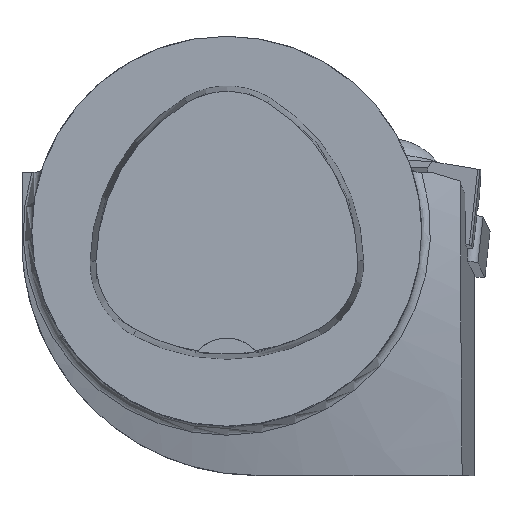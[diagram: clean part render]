
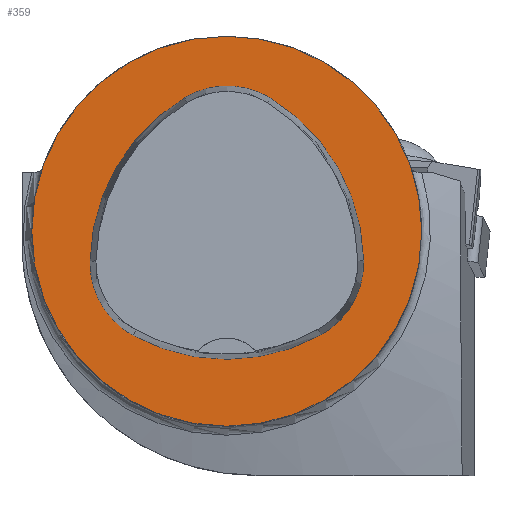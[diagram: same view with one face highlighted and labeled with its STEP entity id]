
A CAD part, top view. The second image highlights one B-rep face of the part: STEP entity #359.
In plain terms, the highlighted planar face has unit normal (0, 0, 1).
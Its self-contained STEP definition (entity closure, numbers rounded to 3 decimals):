
#114=FACE_BOUND('',#642,.T.);
#115=FACE_BOUND('',#643,.T.);
#165=PLANE('',#2394);
#274=CIRCLE('',#2359,20.);
#276=CIRCLE('',#2372,20.);
#278=CIRCLE('',#2375,8.5);
#280=CIRCLE('',#2378,20.);
#282=CIRCLE('',#2381,8.5);
#285=CIRCLE('',#2385,20.);
#288=CIRCLE('',#2389,8.5);
#359=ADVANCED_FACE('',(#114,#115),#165,.T.);
#642=EDGE_LOOP('',(#1254,#1255,#1256,#1257,#1258,#1259));
#643=EDGE_LOOP('',(#1260));
#1254=ORIENTED_EDGE('',*,*,#2039,.F.);
#1255=ORIENTED_EDGE('',*,*,#2034,.F.);
#1256=ORIENTED_EDGE('',*,*,#2029,.F.);
#1257=ORIENTED_EDGE('',*,*,#2026,.F.);
#1258=ORIENTED_EDGE('',*,*,#2023,.F.);
#1259=ORIENTED_EDGE('',*,*,#2019,.F.);
#1260=ORIENTED_EDGE('',*,*,#2000,.T.);
#1784=VERTEX_POINT('',#3496);
#1801=VERTEX_POINT('',#3534);
#1802=VERTEX_POINT('',#3535);
#1805=VERTEX_POINT('',#3543);
#1807=VERTEX_POINT('',#3549);
#1809=VERTEX_POINT('',#3555);
#1813=VERTEX_POINT('',#3568);
#2000=EDGE_CURVE('',#1784,#1784,#274,.T.);
#2019=EDGE_CURVE('',#1801,#1802,#276,.T.);
#2023=EDGE_CURVE('',#1802,#1805,#278,.T.);
#2026=EDGE_CURVE('',#1805,#1807,#280,.T.);
#2029=EDGE_CURVE('',#1807,#1809,#282,.T.);
#2034=EDGE_CURVE('',#1809,#1813,#285,.T.);
#2039=EDGE_CURVE('',#1813,#1801,#288,.T.);
#2359=AXIS2_PLACEMENT_3D('',#3495,#2676,#2677);
#2372=AXIS2_PLACEMENT_3D('',#3533,#2710,#2711);
#2375=AXIS2_PLACEMENT_3D('',#3542,#2718,#2719);
#2378=AXIS2_PLACEMENT_3D('',#3548,#2725,#2726);
#2381=AXIS2_PLACEMENT_3D('',#3554,#2732,#2733);
#2385=AXIS2_PLACEMENT_3D('',#3567,#2741,#2742);
#2389=AXIS2_PLACEMENT_3D('',#3580,#2750,#2751);
#2394=AXIS2_PLACEMENT_3D('',#3585,#2760,#2761);
#2676=DIRECTION('',(0.,0.,1.));
#2677=DIRECTION('',(1.,0.,0.));
#2710=DIRECTION('',(0.,0.,1.));
#2711=DIRECTION('',(1.,0.,0.));
#2718=DIRECTION('',(0.,0.,1.));
#2719=DIRECTION('',(1.,0.,0.));
#2725=DIRECTION('',(0.,0.,1.));
#2726=DIRECTION('',(1.,0.,0.));
#2732=DIRECTION('',(0.,0.,1.));
#2733=DIRECTION('',(1.,0.,0.));
#2741=DIRECTION('',(0.,0.,1.));
#2742=DIRECTION('',(1.,0.,0.));
#2750=DIRECTION('',(0.,0.,1.));
#2751=DIRECTION('',(1.,0.,0.));
#2760=DIRECTION('',(0.,0.,1.));
#2761=DIRECTION('',(-1.,0.,0.));
#3495=CARTESIAN_POINT('',(0.,0.,
0.));
#3496=CARTESIAN_POINT('',(20.,0.,0.));
#3533=CARTESIAN_POINT('',(-5.955,-3.414,0.));
#3534=CARTESIAN_POINT('',(14.041,-3.042,0.));
#3535=CARTESIAN_POINT('',(4.472,13.653,0.));
#3542=CARTESIAN_POINT('',(0.04,6.4,0.));
#3543=CARTESIAN_POINT('',(-4.347,13.68,0.));
#3548=CARTESIAN_POINT('',(5.976,-3.45,0.));
#3549=CARTESIAN_POINT('',(-14.021,-3.075,0.));
#3554=CARTESIAN_POINT('',(-5.522,-3.235,0.));
#3555=CARTESIAN_POINT('',(-9.588,-10.699,0.));
#3567=CARTESIAN_POINT('',(-0.022,6.864,0.));
#3568=CARTESIAN_POINT('',(9.655,-10.639,0.));
#3580=CARTESIAN_POINT('',(5.543,-3.2,0.));
#3585=CARTESIAN_POINT('',(0.,0.,
0.));
